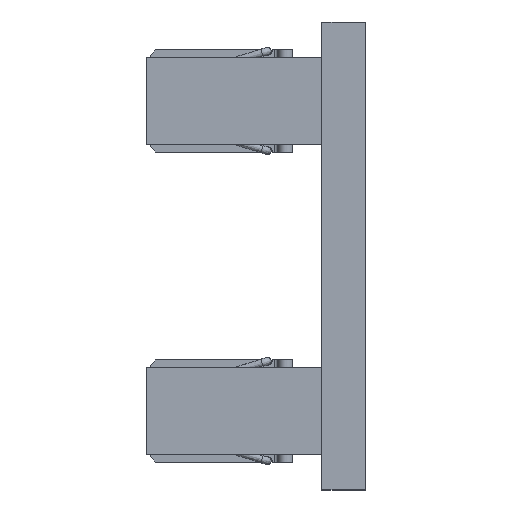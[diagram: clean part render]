
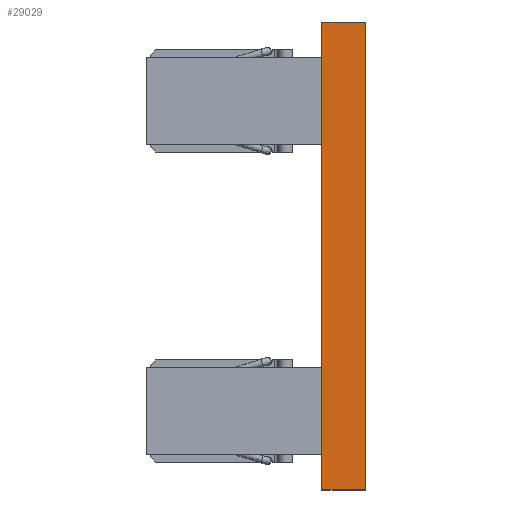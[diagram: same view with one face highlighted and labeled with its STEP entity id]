
A CAD part, left-side view. The second image highlights one B-rep face of the part: STEP entity #29029.
In plain terms, the highlighted planar face has unit normal (-1, 0, 0).
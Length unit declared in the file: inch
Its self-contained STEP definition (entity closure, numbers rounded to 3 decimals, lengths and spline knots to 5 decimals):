
#539 = LINE ( 'NONE', #2447, #39717 ) ;
#1404 = DIRECTION ( 'NONE',  ( 0., 1., 0. ) ) ;
#1872 = VECTOR ( 'NONE', #25375, 39.37008 ) ;
#2447 = CARTESIAN_POINT ( 'NONE',  ( -5.875, 0.75, 4. ) ) ;
#3668 = DIRECTION ( 'NONE',  ( 0., 0., 1. ) ) ;
#4189 = CARTESIAN_POINT ( 'NONE',  ( -5.875, 0.75, 0. ) ) ;
#4217 = VERTEX_POINT ( 'NONE', #18780 ) ;
#6311 = EDGE_CURVE ( 'NONE', #30578, #17087, #11466, .T. ) ;
#7077 = LINE ( 'NONE', #14596, #1872 ) ;
#7440 = VECTOR ( 'NONE', #28107, 39.37008 ) ;
#8382 = ORIENTED_EDGE ( 'NONE', *, *, #6311, .T. ) ;
#8825 = LINE ( 'NONE', #4189, #31079 ) ;
#9850 = ORIENTED_EDGE ( 'NONE', *, *, #39406, .T. ) ;
#11176 = VERTEX_POINT ( 'NONE', #27121 ) ;
#11466 = LINE ( 'NONE', #29862, #7440 ) ;
#14596 = CARTESIAN_POINT ( 'NONE',  ( -5.875, 0., 4. ) ) ;
#14968 = FACE_OUTER_BOUND ( 'NONE', #36865, .T. ) ;
#17087 = VERTEX_POINT ( 'NONE', #21443 ) ;
#18780 = CARTESIAN_POINT ( 'NONE',  ( -5.875, 0., 4. ) ) ;
#21443 = CARTESIAN_POINT ( 'NONE',  ( -5.875, 0., -4. ) ) ;
#25375 = DIRECTION ( 'NONE',  ( 0., 0., -1. ) ) ;
#26597 = ORIENTED_EDGE ( 'NONE', *, *, #37737, .F. ) ;
#27121 = CARTESIAN_POINT ( 'NONE',  ( -5.875, 0.75, 4. ) ) ;
#27230 = CARTESIAN_POINT ( 'NONE',  ( -5.875, 0.75, 4. ) ) ;
#28107 = DIRECTION ( 'NONE',  ( 0., -1., 0. ) ) ;
#28704 = PLANE ( 'NONE',  #32330 ) ;
#28784 = EDGE_CURVE ( 'NONE', #30578, #11176, #8825, .T. ) ;
#29029 = ADVANCED_FACE ( 'NONE', ( #14968 ), #28704, .F. ) ;
#29168 = DIRECTION ( 'NONE',  ( 1., 0., 0. ) ) ;
#29228 = DIRECTION ( 'NONE',  ( 0., 0., -1. ) ) ;
#29862 = CARTESIAN_POINT ( 'NONE',  ( -5.875, 0.75, -4. ) ) ;
#30578 = VERTEX_POINT ( 'NONE', #33699 ) ;
#31079 = VECTOR ( 'NONE', #3668, 39.37008 ) ;
#32330 = AXIS2_PLACEMENT_3D ( 'NONE', #27230, #29168, #29228 ) ;
#33699 = CARTESIAN_POINT ( 'NONE',  ( -5.875, 0.75, -4. ) ) ;
#33725 = ORIENTED_EDGE ( 'NONE', *, *, #28784, .F. ) ;
#36865 = EDGE_LOOP ( 'NONE', ( #9850, #33725, #8382, #26597 ) ) ;
#37737 = EDGE_CURVE ( 'NONE', #4217, #17087, #7077, .T. ) ;
#39406 = EDGE_CURVE ( 'NONE', #4217, #11176, #539, .T. ) ;
#39717 = VECTOR ( 'NONE', #1404, 39.37008 ) ;
